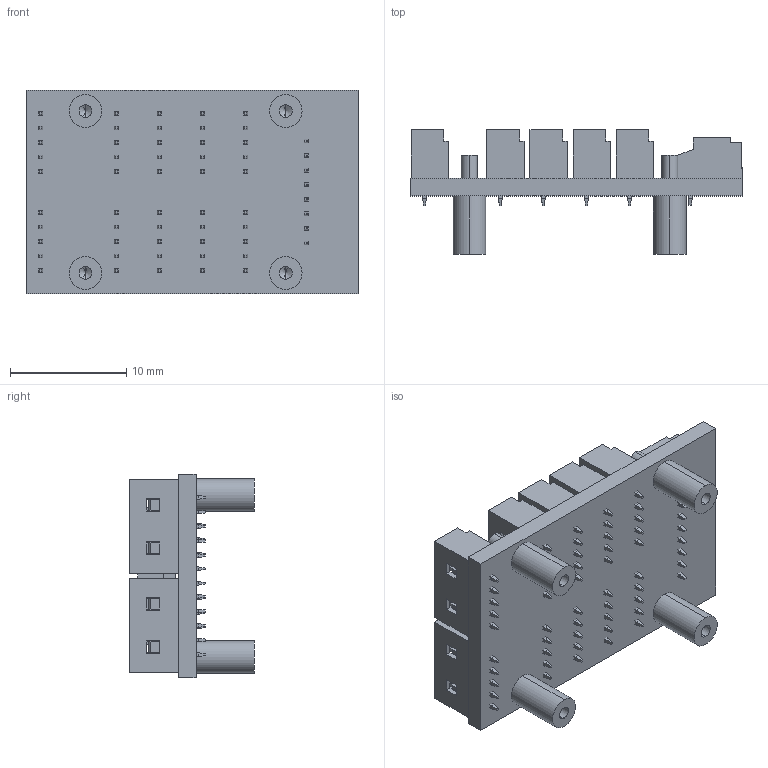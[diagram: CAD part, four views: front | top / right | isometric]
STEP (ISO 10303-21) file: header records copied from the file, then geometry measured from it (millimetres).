
FILE_DESCRIPTION (( 'STEP AP214' ), '1' );
FILE_NAME ('BreakoutBoard-Assembly.STEP', '2024-08-21T02:47:33', ( '' ), ( '' ), 'SwSTEP 2.0', 'SolidWorks 2017', '' );
FILE_SCHEMA (( 'AUTOMOTIVE_DESIGN' ));
Length unit declared in the file: millimetre
Products named in the file (5): 530470510; BreakoutBoard-PCB; 530480810; M1k4StandOff; BreakoutBoard-Assembly
Assembly tree (16 placements, depth 2):
  BreakoutBoard-Assembly
    BreakoutBoard-PCB
    530480810
    530470510  x10
    M1k4StandOff  x4
Bounding box: 28.5 x 10.7 x 17.5 mm (x, y, z)
Volume: 1512.7 mm3; surface area: 3957.2 mm2
Topology: 16 solids, 16 shells, 1658 faces, 4212 edges, 2702 vertices
Faces by surface type: plane 1550, cylinder 100, cone 8
Entity records: 11628 total; most frequent: CARTESIAN_POINT 2025, ORIENTED_EDGE 1952, DIRECTION 1824, EDGE_CURVE 976, LINE 920, VECTOR 920, VERTEX_POINT 629, AXIS2_PLACEMENT_3D 452
